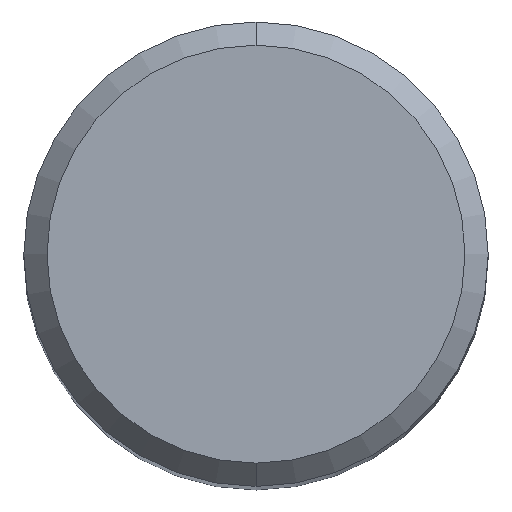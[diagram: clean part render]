
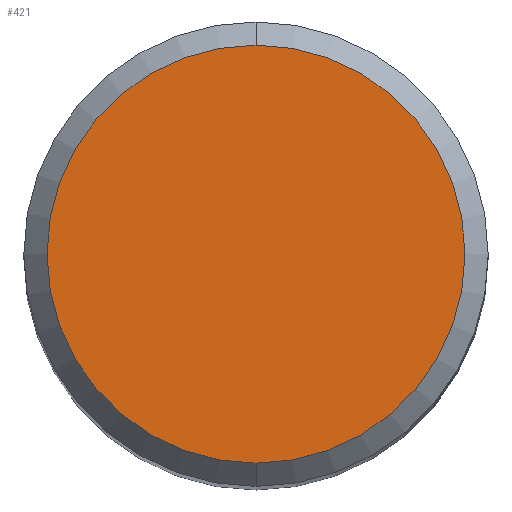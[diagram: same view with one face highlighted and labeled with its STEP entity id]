
A CAD part, top view. The second image highlights one B-rep face of the part: STEP entity #421.
In plain terms, the highlighted planar face has unit normal (0, 0, 1).
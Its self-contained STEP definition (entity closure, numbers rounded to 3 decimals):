
#213=VERTEX_POINT('',#523);
#277=VERTEX_POINT('',#593);
#357=EDGE_CURVE('',#277,#213,#682,.T.);
#363=EDGE_CURVE('',#213,#277,#689,.T.);
#421=ADVANCED_FACE('',(#753),#754,.T.);
#523=CARTESIAN_POINT('',(0.0,4.5,0.0));
#593=CARTESIAN_POINT('',(0.,-4.5,0.0));
#682=CIRCLE('',#1233,4.5);
#689=CIRCLE('',#1241,4.5);
#753=FACE_OUTER_BOUND('',#1347,.T.);
#754=PLANE('',#1348);
#1233=AXIS2_PLACEMENT_3D('',#1695,#1696,#1697);
#1241=AXIS2_PLACEMENT_3D('',#1706,#1707,#1708);
#1347=EDGE_LOOP('',(#1782,#1783));
#1348=AXIS2_PLACEMENT_3D('',#1784,#1785,#1786);
#1695=CARTESIAN_POINT('',(0.0,0.0,0.0));
#1696=DIRECTION('',(0.0,0.0,-1.0));
#1697=DIRECTION('',(0.0,1.0,0.0));
#1706=CARTESIAN_POINT('',(0.0,0.0,0.0));
#1707=DIRECTION('',(0.0,0.0,-1.0));
#1708=DIRECTION('',(0.0,1.0,0.0));
#1782=ORIENTED_EDGE('',*,*,#363,.F.);
#1783=ORIENTED_EDGE('',*,*,#357,.F.);
#1784=CARTESIAN_POINT('',(0.0,2.25,0.0));
#1785=DIRECTION('',(-0.0,0.0,1.0));
#1786=DIRECTION('',(0.0,-1.0,0.0));
